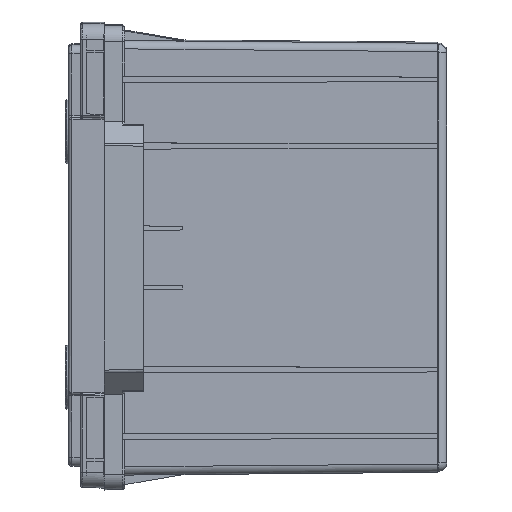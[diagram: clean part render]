
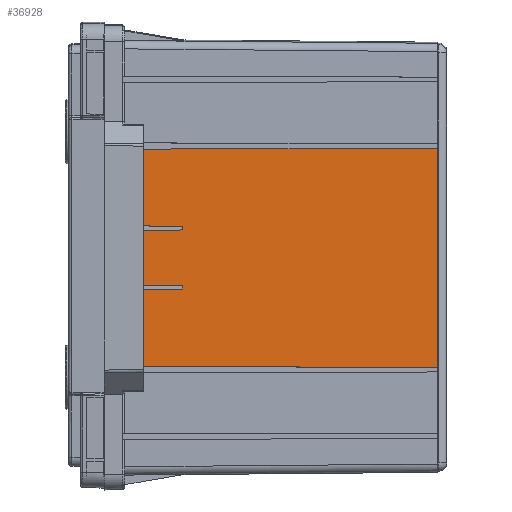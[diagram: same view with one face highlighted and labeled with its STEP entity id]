
A CAD part, left-side view. The second image highlights one B-rep face of the part: STEP entity #36928.
In plain terms, the highlighted face is planar.
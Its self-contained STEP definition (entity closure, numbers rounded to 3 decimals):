
#622 = EDGE_CURVE ( 'NONE', #89321, #65368, #100260, .T. ) ;
#1008 = VERTEX_POINT ( 'NONE', #92383 ) ;
#1307 = VECTOR ( 'NONE', #93002, 1000. ) ;
#1907 = CARTESIAN_POINT ( 'NONE',  ( -18.6, 240.8, -185.7 ) ) ;
#3559 = VERTEX_POINT ( 'NONE', #97547 ) ;
#3595 = PLANE ( 'NONE',  #101165 ) ;
#5866 = VECTOR ( 'NONE', #64212, 1000. ) ;
#7187 = VECTOR ( 'NONE', #24063, 1000. ) ;
#7518 = CARTESIAN_POINT ( 'NONE',  ( 63.172, 239.227, -5.5 ) ) ;
#11456 = EDGE_CURVE ( 'NONE', #1008, #89321, #57829, .T. ) ;
#14734 = CARTESIAN_POINT ( 'NONE',  ( -15.5, 240.8, -185.7 ) ) ;
#15118 = LINE ( 'NONE', #107362, #77898 ) ;
#15894 = ORIENTED_EDGE ( 'NONE', *, *, #86985, .T. ) ;
#17741 = DIRECTION ( 'NONE',  ( 1., 0., 0. ) ) ;
#18781 = VERTEX_POINT ( 'NONE', #88285 ) ;
#20132 = DIRECTION ( 'NONE',  ( 0.017, -0.009, 1. ) ) ;
#20674 = DIRECTION ( 'NONE',  ( 0., 0.009, -1. ) ) ;
#21235 = ORIENTED_EDGE ( 'NONE', *, *, #80684, .F. ) ;
#21791 = FACE_OUTER_BOUND ( 'NONE', #105876, .T. ) ;
#22821 = LINE ( 'NONE', #49842, #52651 ) ;
#23336 = VECTOR ( 'NONE', #50204, 1000. ) ;
#24029 = VECTOR ( 'NONE', #17741, 1000. ) ;
#24063 = DIRECTION ( 'NONE',  ( -1., 0., 0. ) ) ;
#25299 = VECTOR ( 'NONE', #47248, 1000. ) ;
#26156 = CARTESIAN_POINT ( 'NONE',  ( -18.6, 240.8, -185.7 ) ) ;
#26191 = CARTESIAN_POINT ( 'NONE',  ( -62.7, 240.8, -185.7 ) ) ;
#26675 = DIRECTION ( 'NONE',  ( 0.017, -0.009, 1. ) ) ;
#27283 = CARTESIAN_POINT ( 'NONE',  ( 18.6, 240.8, -185.7 ) ) ;
#27569 = CARTESIAN_POINT ( 'NONE',  ( 16.076, 240.512, -152.704 ) ) ;
#27851 = EDGE_CURVE ( 'NONE', #33397, #100847, #75639, .T. ) ;
#29953 = EDGE_CURVE ( 'NONE', #67609, #65368, #75924, .T. ) ;
#30022 = DIRECTION ( 'NONE',  ( 0., -1., -0.009 ) ) ;
#30350 = ORIENTED_EDGE ( 'NONE', *, *, #81886, .F. ) ;
#31468 = CARTESIAN_POINT ( 'NONE',  ( 15.5, 240.8, -185.7 ) ) ;
#33397 = VERTEX_POINT ( 'NONE', #14734 ) ;
#35083 = CARTESIAN_POINT ( 'NONE',  ( 15.5, 240.8, -185.7 ) ) ;
#36073 = DIRECTION ( 'NONE',  ( 1., 0., 0. ) ) ;
#36718 = CARTESIAN_POINT ( 'NONE',  ( 63.172, 239.227, -5.5 ) ) ;
#36885 = EDGE_CURVE ( 'NONE', #47688, #18781, #68283, .T. ) ;
#36928 = ADVANCED_FACE ( 'NONE', ( #21791 ), #3595, .F. ) ;
#38322 = ORIENTED_EDGE ( 'NONE', *, *, #38588, .F. ) ;
#38588 = EDGE_CURVE ( 'NONE', #3559, #1008, #44320, .T. ) ;
#42744 = EDGE_CURVE ( 'NONE', #67609, #77597, #93425, .T. ) ;
#42952 = VECTOR ( 'NONE', #20132, 1000. ) ;
#44320 = LINE ( 'NONE', #27283, #67459 ) ;
#45096 = EDGE_CURVE ( 'NONE', #102118, #100847, #22821, .T. ) ;
#47248 = DIRECTION ( 'NONE',  ( 0.003, -0.009, 1. ) ) ;
#47637 = DIRECTION ( 'NONE',  ( 1., 0., 0. ) ) ;
#47688 = VERTEX_POINT ( 'NONE', #31468 ) ;
#49103 = CARTESIAN_POINT ( 'NONE',  ( -15.5, 240.8, -185.7 ) ) ;
#49842 = CARTESIAN_POINT ( 'NONE',  ( -18.024, 240.512, -152.704 ) ) ;
#50204 = DIRECTION ( 'NONE',  ( -0.017, -0.009, 1. ) ) ;
#51649 = VERTEX_POINT ( 'NONE', #80614 ) ;
#52651 = VECTOR ( 'NONE', #47637, 1000. ) ;
#53298 = ORIENTED_EDGE ( 'NONE', *, *, #94271, .F. ) ;
#54041 = CARTESIAN_POINT ( 'NONE',  ( -18.024, 240.512, -152.704 ) ) ;
#57829 = LINE ( 'NONE', #89257, #25299 ) ;
#60474 = VECTOR ( 'NONE', #26675, 1000. ) ;
#61327 = DIRECTION ( 'NONE',  ( 1., 0., 0. ) ) ;
#62021 = ORIENTED_EDGE ( 'NONE', *, *, #622, .F. ) ;
#64112 = CARTESIAN_POINT ( 'NONE',  ( -16.076, 240.512, -152.704 ) ) ;
#64212 = DIRECTION ( 'NONE',  ( 1., 0., 0. ) ) ;
#64360 = ORIENTED_EDGE ( 'NONE', *, *, #29953, .T. ) ;
#65368 = VERTEX_POINT ( 'NONE', #75495 ) ;
#67459 = VECTOR ( 'NONE', #36073, 1000. ) ;
#67609 = VERTEX_POINT ( 'NONE', #89279 ) ;
#68283 = LINE ( 'NONE', #35083, #42952 ) ;
#68683 = VECTOR ( 'NONE', #61327, 1000. ) ;
#72046 = CARTESIAN_POINT ( 'NONE',  ( -123.262, 240.8, -185.702 ) ) ;
#72454 = CARTESIAN_POINT ( 'NONE',  ( -15.5, 240.8, -185.7 ) ) ;
#75495 = CARTESIAN_POINT ( 'NONE',  ( -63.172, 239.227, -5.5 ) ) ;
#75639 = LINE ( 'NONE', #49103, #23336 ) ;
#75884 = LINE ( 'NONE', #26156, #60474 ) ;
#75924 = LINE ( 'NONE', #26191, #1307 ) ;
#76345 = CARTESIAN_POINT ( 'NONE',  ( -62.7, 240.8, -185.7 ) ) ;
#77597 = VERTEX_POINT ( 'NONE', #1907 ) ;
#77898 = VECTOR ( 'NONE', #90277, 1000. ) ;
#80614 = CARTESIAN_POINT ( 'NONE',  ( 18.024, 240.512, -152.704 ) ) ;
#80684 = EDGE_CURVE ( 'NONE', #77597, #102118, #75884, .T. ) ;
#81886 = EDGE_CURVE ( 'NONE', #33397, #47688, #90102, .T. ) ;
#86985 = EDGE_CURVE ( 'NONE', #3559, #51649, #15118, .T. ) ;
#88285 = CARTESIAN_POINT ( 'NONE',  ( 16.076, 240.512, -152.704 ) ) ;
#89257 = CARTESIAN_POINT ( 'NONE',  ( 62.7, 240.8, -185.7 ) ) ;
#89279 = CARTESIAN_POINT ( 'NONE',  ( -62.7, 240.8, -185.7 ) ) ;
#89321 = VERTEX_POINT ( 'NONE', #36718 ) ;
#90102 = LINE ( 'NONE', #72454, #5866 ) ;
#90105 = ORIENTED_EDGE ( 'NONE', *, *, #45096, .F. ) ;
#90277 = DIRECTION ( 'NONE',  ( -0.017, -0.009, 1. ) ) ;
#92383 = CARTESIAN_POINT ( 'NONE',  ( 62.7, 240.8, -185.7 ) ) ;
#93002 = DIRECTION ( 'NONE',  ( -0.003, -0.009, 1. ) ) ;
#93425 = LINE ( 'NONE', #76345, #24029 ) ;
#94271 = EDGE_CURVE ( 'NONE', #18781, #51649, #103201, .T. ) ;
#95531 = ORIENTED_EDGE ( 'NONE', *, *, #27851, .T. ) ;
#97547 = CARTESIAN_POINT ( 'NONE',  ( 18.6, 240.8, -185.7 ) ) ;
#97818 = ORIENTED_EDGE ( 'NONE', *, *, #42744, .F. ) ;
#98005 = ORIENTED_EDGE ( 'NONE', *, *, #36885, .F. ) ;
#100260 = LINE ( 'NONE', #7518, #7187 ) ;
#100847 = VERTEX_POINT ( 'NONE', #64112 ) ;
#101165 = AXIS2_PLACEMENT_3D ( 'NONE', #72046, #30022, #20674 ) ;
#102118 = VERTEX_POINT ( 'NONE', #54041 ) ;
#103201 = LINE ( 'NONE', #27569, #68683 ) ;
#105876 = EDGE_LOOP ( 'NONE', ( #107677, #38322, #15894, #53298, #98005, #30350, #95531, #90105, #21235, #97818, #64360, #62021 ) ) ;
#107362 = CARTESIAN_POINT ( 'NONE',  ( 18.6, 240.8, -185.7 ) ) ;
#107677 = ORIENTED_EDGE ( 'NONE', *, *, #11456, .F. ) ;
